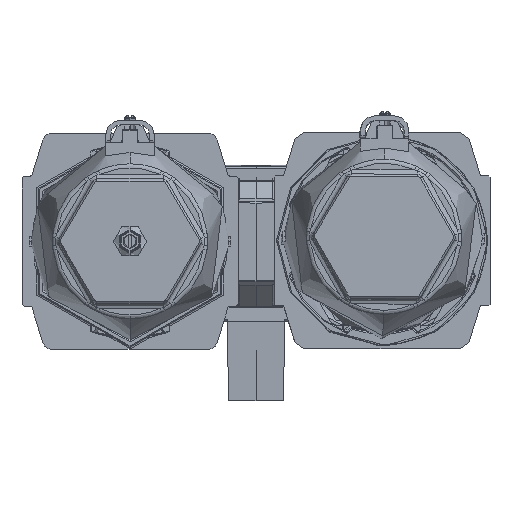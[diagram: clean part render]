
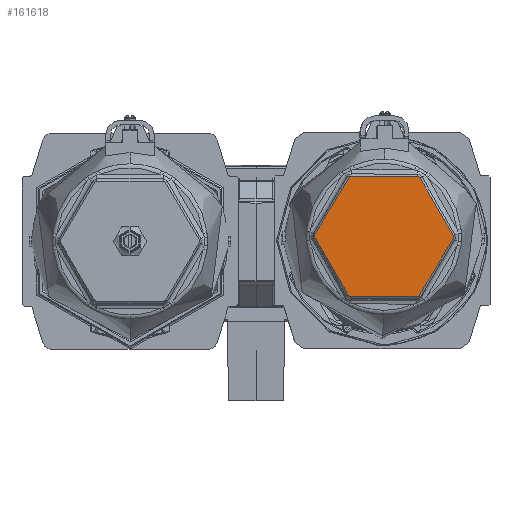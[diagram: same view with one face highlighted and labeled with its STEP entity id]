
A CAD part, front view. The second image highlights one B-rep face of the part: STEP entity #161618.
In plain terms, the highlighted face is planar.
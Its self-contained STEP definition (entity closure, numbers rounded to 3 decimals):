
#4856 = CARTESIAN_POINT ( 'NONE',  ( -13.856, 0.5, 25.038 ) ) ;
#6068 = CARTESIAN_POINT ( 'NONE',  ( -14.749, 0.5, 24.53 ) ) ;
#8656 = EDGE_CURVE ( 'NONE', #93033, #142652, #31978, .T. ) ;
#12559 = EDGE_CURVE ( 'NONE', #112758, #62185, #78583, .T. ) ;
#14155 = VERTEX_POINT ( 'NONE', #61238 ) ;
#17185 = CARTESIAN_POINT ( 'NONE',  ( -30.022, 0.5, -25.038 ) ) ;
#17923 = ORIENTED_EDGE ( 'NONE', *, *, #78943, .T. ) ;
#19544 = CARTESIAN_POINT ( 'NONE',  ( -18.893, 0.5, 17.555 ) ) ;
#20021 = CARTESIAN_POINT ( 'NONE',  ( 15.011, 0.5, 25.038 ) ) ;
#20825 = CARTESIAN_POINT ( 'NONE',  ( -28.853, 0.5, 0.671 ) ) ;
#25301 = CARTESIAN_POINT ( 'NONE',  ( 27.713, 0.5, 0. ) ) ;
#26663 = CARTESIAN_POINT ( 'NONE',  ( 13.856, 0.5, -24. ) ) ;
#26827 = PLANE ( 'NONE',  #67714 ) ;
#27468 = DIRECTION ( 'NONE',  ( 0., 1., 0. ) ) ;
#31978 = LINE ( 'NONE', #20021, #102903 ) ;
#32399 = DIRECTION ( 'NONE',  ( 1., 0., 0. ) ) ;
#32537 = ORIENTED_EDGE ( 'NONE', *, *, #60433, .T. ) ;
#34464 = EDGE_CURVE ( 'NONE', #142652, #68326, #118668, .T. ) ;
#34759 = CARTESIAN_POINT ( 'NONE',  ( -28.853, 0.5, 0.671 ) ) ;
#39445 = CARTESIAN_POINT ( 'NONE',  ( 13.856, 0.5, 24. ) ) ;
#40506 = DIRECTION ( 'NONE',  ( 0., 0., 1. ) ) ;
#41848 = DIRECTION ( 'NONE',  ( 0., 0., 1. ) ) ;
#42541 = ORIENTED_EDGE ( 'NONE', *, *, #170266, .T. ) ;
#46356 = CARTESIAN_POINT ( 'NONE',  ( 14.749, 0.5, -24.53 ) ) ;
#46393 = CARTESIAN_POINT ( 'NONE',  ( -14.749, 0.5, -24.53 ) ) ;
#49675 = ORIENTED_EDGE ( 'NONE', *, *, #64769, .T. ) ;
#50327 = EDGE_CURVE ( 'NONE', #72310, #195068, #88657, .T. ) ;
#50441 = DIRECTION ( 'NONE',  ( -1., 0., 0. ) ) ;
#52334 = DIRECTION ( 'NONE',  ( 0., -1., 0. ) ) ;
#54557 = AXIS2_PLACEMENT_3D ( 'NONE', #58298, #164039, #73510 ) ;
#54712 = DIRECTION ( 'NONE',  ( 0., 0., 1. ) ) ;
#55358 = VERTEX_POINT ( 'NONE', #192601 ) ;
#56479 = CARTESIAN_POINT ( 'NONE',  ( 23.606, 0.5, 9.581 ) ) ;
#58298 = CARTESIAN_POINT ( 'NONE',  ( -13.856, 0.5, -24. ) ) ;
#60433 = EDGE_CURVE ( 'NONE', #140800, #72310, #136428, .T. ) ;
#60585 = EDGE_CURVE ( 'NONE', #55358, #140800, #127030, .T. ) ;
#60826 = CARTESIAN_POINT ( 'NONE',  ( -28.853, 0.5, -0.671 ) ) ;
#61238 = CARTESIAN_POINT ( 'NONE',  ( -14.749, 0.5, -24.53 ) ) ;
#61612 = CARTESIAN_POINT ( 'NONE',  ( 23.606, 0.5, -9.581 ) ) ;
#62185 = VERTEX_POINT ( 'NONE', #60826 ) ;
#64078 = DIRECTION ( 'NONE',  ( 0., -1., 0. ) ) ;
#64769 = EDGE_CURVE ( 'NONE', #68326, #112758, #99080, .T. ) ;
#67714 = AXIS2_PLACEMENT_3D ( 'NONE', #193509, #27468, #133189 ) ;
#68326 = VERTEX_POINT ( 'NONE', #6068 ) ;
#68415 = CIRCLE ( 'NONE', #181576, 1.038 ) ;
#71064 = CARTESIAN_POINT ( 'NONE',  ( 28.853, 0.5, 0.671 ) ) ;
#71712 = CARTESIAN_POINT ( 'NONE',  ( 14.749, 0.5, 24.53 ) ) ;
#72310 = VERTEX_POINT ( 'NONE', #151996 ) ;
#73510 = DIRECTION ( 'NONE',  ( 0., 0., 1. ) ) ;
#75805 = EDGE_CURVE ( 'NONE', #96595, #172631, #166392, .T. ) ;
#76242 = CARTESIAN_POINT ( 'NONE',  ( -23.606, 0.5, -9.581 ) ) ;
#78583 = CIRCLE ( 'NONE', #119589, 1.323 ) ;
#78943 = EDGE_CURVE ( 'NONE', #195068, #93033, #177463, .T. ) ;
#88657 =( BOUNDED_CURVE ( )  B_SPLINE_CURVE ( 3, ( #71064, #56479, #162229, #71712 ),
 .UNSPECIFIED., .F., .F. ) 
 B_SPLINE_CURVE_WITH_KNOTS ( ( 4, 4 ),
 ( 5.561, 5.738 ),
 .UNSPECIFIED. ) 
 CURVE ( )  GEOMETRIC_REPRESENTATION_ITEM ( )  RATIONAL_B_SPLINE_CURVE ( ( 1., 0.997, 0.997, 1. ) ) 
 REPRESENTATION_ITEM ( '' )  );
#93033 = VERTEX_POINT ( 'NONE', #175308 ) ;
#96595 = VERTEX_POINT ( 'NONE', #194286 ) ;
#98745 = CARTESIAN_POINT ( 'NONE',  ( 14.749, 0.5, 24.53 ) ) ;
#99080 =( BOUNDED_CURVE ( )  B_SPLINE_CURVE ( 3, ( #125274, #19544, #124632, #34759 ),
 .UNSPECIFIED., .F., .F. ) 
 B_SPLINE_CURVE_WITH_KNOTS ( ( 4, 4 ),
 ( 3.687, 3.864 ),
 .UNSPECIFIED. ) 
 CURVE ( )  GEOMETRIC_REPRESENTATION_ITEM ( )  RATIONAL_B_SPLINE_CURVE ( ( 1., 0.997, 0.997, 1. ) ) 
 REPRESENTATION_ITEM ( '' )  );
#100826 = ORIENTED_EDGE ( 'NONE', *, *, #8656, .T. ) ;
#102903 = VECTOR ( 'NONE', #50441, 1000. ) ;
#103762 = EDGE_CURVE ( 'NONE', #14155, #96595, #132221, .T. ) ;
#112758 = VERTEX_POINT ( 'NONE', #20825 ) ;
#116257 = ORIENTED_EDGE ( 'NONE', *, *, #34464, .T. ) ;
#118668 = CIRCLE ( 'NONE', #140909, 1.038 ) ;
#119589 = AXIS2_PLACEMENT_3D ( 'NONE', #154567, #64078, #169851 ) ;
#122983 = AXIS2_PLACEMENT_3D ( 'NONE', #25301, #131002, #40506 ) ;
#124632 = CARTESIAN_POINT ( 'NONE',  ( -23.606, 0.5, 9.581 ) ) ;
#125274 = CARTESIAN_POINT ( 'NONE',  ( -14.749, 0.5, 24.53 ) ) ;
#127030 =( BOUNDED_CURVE ( )  B_SPLINE_CURVE ( 3, ( #46356, #136865, #61612, #167370 ),
 .UNSPECIFIED., .F., .F. ) 
 B_SPLINE_CURVE_WITH_KNOTS ( ( 4, 4 ),
 ( 0.546, 0.723 ),
 .UNSPECIFIED. ) 
 CURVE ( )  GEOMETRIC_REPRESENTATION_ITEM ( )  RATIONAL_B_SPLINE_CURVE ( ( 1., 0.997, 0.997, 1. ) ) 
 REPRESENTATION_ITEM ( '' )  );
#131002 = DIRECTION ( 'NONE',  ( 0., -1., 0. ) ) ;
#132221 = CIRCLE ( 'NONE', #54557, 1.038 ) ;
#132371 = DIRECTION ( 'NONE',  ( 0., -1., 0. ) ) ;
#133189 = DIRECTION ( 'NONE',  ( 0., 0., 1. ) ) ;
#136428 = CIRCLE ( 'NONE', #122983, 1.323 ) ;
#136865 = CARTESIAN_POINT ( 'NONE',  ( 18.893, 0.5, -17.555 ) ) ;
#136901 = CARTESIAN_POINT ( 'NONE',  ( -18.893, 0.5, -17.555 ) ) ;
#140800 = VERTEX_POINT ( 'NONE', #195432 ) ;
#140909 = AXIS2_PLACEMENT_3D ( 'NONE', #142817, #52334, #158034 ) ;
#142652 = VERTEX_POINT ( 'NONE', #4856 ) ;
#142817 = CARTESIAN_POINT ( 'NONE',  ( -13.856, 0.5, 24. ) ) ;
#143750 = ORIENTED_EDGE ( 'NONE', *, *, #60585, .T. ) ;
#143777 = ORIENTED_EDGE ( 'NONE', *, *, #75805, .T. ) ;
#145147 = DIRECTION ( 'NONE',  ( 0., -1., 0. ) ) ;
#146418 = ORIENTED_EDGE ( 'NONE', *, *, #160968, .T. ) ;
#148828 =( BOUNDED_CURVE ( )  B_SPLINE_CURVE ( 3, ( #182006, #76242, #136901, #46393 ),
 .UNSPECIFIED., .F., .F. ) 
 B_SPLINE_CURVE_WITH_KNOTS ( ( 4, 4 ),
 ( 2.419, 2.596 ),
 .UNSPECIFIED. ) 
 CURVE ( )  GEOMETRIC_REPRESENTATION_ITEM ( )  RATIONAL_B_SPLINE_CURVE ( ( 1., 0.997, 0.997, 1. ) ) 
 REPRESENTATION_ITEM ( '' )  );
#151020 = FACE_OUTER_BOUND ( 'NONE', #178614, .T. ) ;
#151996 = CARTESIAN_POINT ( 'NONE',  ( 28.853, 0.5, 0.671 ) ) ;
#154567 = CARTESIAN_POINT ( 'NONE',  ( -27.713, 0.5, 0. ) ) ;
#156862 = VECTOR ( 'NONE', #32399, 1000. ) ;
#158034 = DIRECTION ( 'NONE',  ( 0., 0., 1. ) ) ;
#160968 = EDGE_CURVE ( 'NONE', #62185, #14155, #148828, .T. ) ;
#161618 = ADVANCED_FACE ( 'NONE', ( #151020 ), #26827, .F. ) ;
#162229 = CARTESIAN_POINT ( 'NONE',  ( 18.893, 0.5, 17.555 ) ) ;
#163747 = ORIENTED_EDGE ( 'NONE', *, *, #103762, .T. ) ;
#164039 = DIRECTION ( 'NONE',  ( 0., -1., 0. ) ) ;
#166392 = LINE ( 'NONE', #17185, #156862 ) ;
#167370 = CARTESIAN_POINT ( 'NONE',  ( 28.853, 0.5, -0.671 ) ) ;
#169851 = DIRECTION ( 'NONE',  ( 0., 0., 1. ) ) ;
#170266 = EDGE_CURVE ( 'NONE', #172631, #55358, #68415, .T. ) ;
#172631 = VERTEX_POINT ( 'NONE', #182740 ) ;
#175308 = CARTESIAN_POINT ( 'NONE',  ( 13.856, 0.5, 25.038 ) ) ;
#177463 = CIRCLE ( 'NONE', #183634, 1.038 ) ;
#178365 = ORIENTED_EDGE ( 'NONE', *, *, #12559, .T. ) ;
#178614 = EDGE_LOOP ( 'NONE', ( #17923, #100826, #116257, #49675, #178365, #146418, #163747, #143777, #42541, #143750, #32537, #187656 ) ) ;
#181576 = AXIS2_PLACEMENT_3D ( 'NONE', #26663, #132371, #41848 ) ;
#182006 = CARTESIAN_POINT ( 'NONE',  ( -28.853, 0.5, -0.671 ) ) ;
#182740 = CARTESIAN_POINT ( 'NONE',  ( 13.856, 0.5, -25.038 ) ) ;
#183634 = AXIS2_PLACEMENT_3D ( 'NONE', #39445, #145147, #54712 ) ;
#187656 = ORIENTED_EDGE ( 'NONE', *, *, #50327, .T. ) ;
#192601 = CARTESIAN_POINT ( 'NONE',  ( 14.749, 0.5, -24.53 ) ) ;
#193509 = CARTESIAN_POINT ( 'NONE',  ( 40.573, 0.5, -41. ) ) ;
#194286 = CARTESIAN_POINT ( 'NONE',  ( -13.856, 0.5, -25.038 ) ) ;
#195068 = VERTEX_POINT ( 'NONE', #98745 ) ;
#195432 = CARTESIAN_POINT ( 'NONE',  ( 28.853, 0.5, -0.671 ) ) ;
